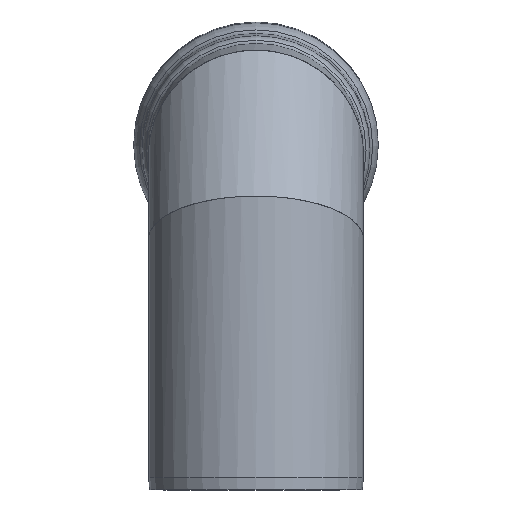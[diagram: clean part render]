
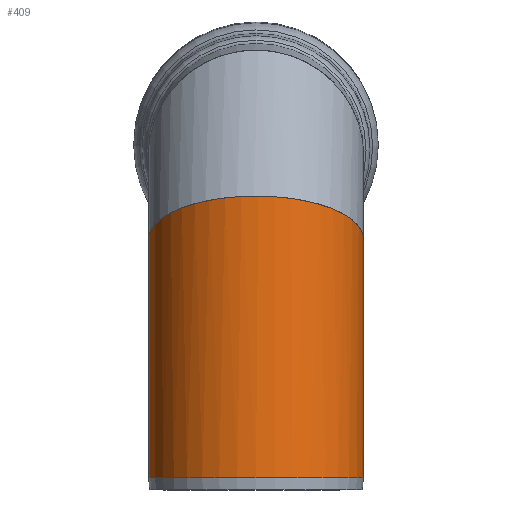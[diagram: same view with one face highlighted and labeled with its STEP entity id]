
A CAD part, left-side view. The second image highlights one B-rep face of the part: STEP entity #409.
In plain terms, the highlighted cylindrical face has radius 445 mm (diameter 890 mm), a full revolution.
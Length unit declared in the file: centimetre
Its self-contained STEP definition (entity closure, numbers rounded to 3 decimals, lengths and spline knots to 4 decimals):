
#31=CYLINDRICAL_SURFACE('',#445,44.5);
#42=LINE('',#697,#54);
#54=VECTOR('',#536,44.5);
#66=CIRCLE('',#446,44.5);
#115=FACE_OUTER_BOUND('',#144,.T.);
#144=EDGE_LOOP('',(#290,#291,#292,#293));
#174=ELLIPSE('',#439,47.9108,44.5);
#182=VERTEX_POINT('',#682);
#186=VERTEX_POINT('',#695);
#220=EDGE_CURVE('',#182,#182,#174,.T.);
#226=EDGE_CURVE('',#186,#186,#66,.T.);
#227=EDGE_CURVE('',#186,#182,#42,.T.);
#290=ORIENTED_EDGE('',*,*,#226,.F.);
#291=ORIENTED_EDGE('',*,*,#227,.T.);
#292=ORIENTED_EDGE('',*,*,#220,.T.);
#293=ORIENTED_EDGE('',*,*,#227,.F.);
#409=ADVANCED_FACE('',(#115),#31,.T.);
#439=AXIS2_PLACEMENT_3D('',#683,#518,#519);
#445=AXIS2_PLACEMENT_3D('',#694,#532,#533);
#446=AXIS2_PLACEMENT_3D('',#696,#534,#535);
#518=DIRECTION('center_axis',(-0.371,0.,
-0.929));
#519=DIRECTION('ref_axis',(-0.929,0.,0.371));
#532=DIRECTION('center_axis',(0.,0.,
-1.));
#533=DIRECTION('ref_axis',(-1.,0.,0.));
#534=DIRECTION('center_axis',(0.,0.,
-1.));
#535=DIRECTION('ref_axis',(1.,0.,0.));
#536=DIRECTION('',(0.,0.,1.));
#682=CARTESIAN_POINT('',(44.5,0.,86.246));
#683=CARTESIAN_POINT('Origin',(0.,0.,103.9997));
#694=CARTESIAN_POINT('Origin',(0.,0.,63.3767));
#695=CARTESIAN_POINT('',(44.5,0.,5.));
#696=CARTESIAN_POINT('Origin',(0.,0.,5.));
#697=CARTESIAN_POINT('',(44.5,0.,63.3767));
